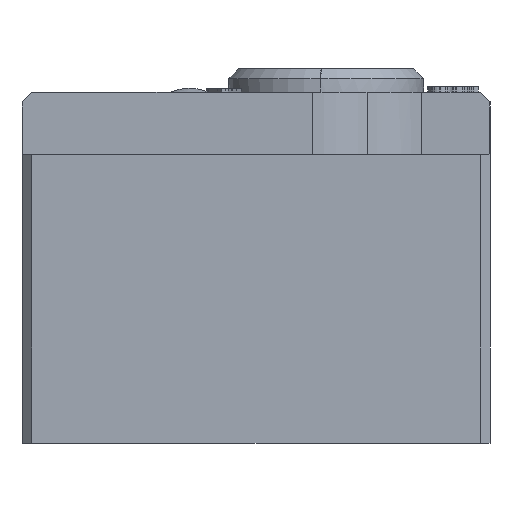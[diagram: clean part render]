
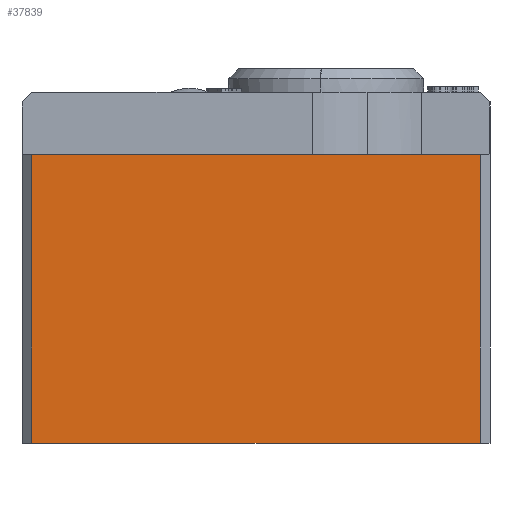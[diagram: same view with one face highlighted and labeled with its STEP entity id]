
A CAD part, front view. The second image highlights one B-rep face of the part: STEP entity #37839.
In plain terms, the highlighted planar face has unit normal (0, -1, 0).
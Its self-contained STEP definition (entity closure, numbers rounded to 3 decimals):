
#37819=AXIS2_PLACEMENT_3D('Plane Axis2P3D',#37816,#37817,#37818) ;
#37231=CARTESIAN_POINT('Vertex',(23.5,0.,0.)) ;
#37234=CARTESIAN_POINT('Line Origine',(12.,0.,0.)) ;
#37238=CARTESIAN_POINT('Vertex',(0.5,0.,0.)) ;
#37801=CARTESIAN_POINT('Vertex',(23.5,0.,14.8)) ;
#37804=CARTESIAN_POINT('Line Origine',(23.5,0.,7.4)) ;
#37816=CARTESIAN_POINT('Axis2P3D Location',(0.,0.,0.)) ;
#37821=CARTESIAN_POINT('Line Origine',(12.,0.,14.8)) ;
#37825=CARTESIAN_POINT('Vertex',(0.5,0.,14.8)) ;
#37828=CARTESIAN_POINT('Line Origine',(0.5,0.,7.4)) ;
#37235=DIRECTION('Vector Direction',(1.,0.,0.)) ;
#37805=DIRECTION('Vector Direction',(0.,0.,-1.)) ;
#37817=DIRECTION('Axis2P3D Direction',(0.,-1.,0.)) ;
#37818=DIRECTION('Axis2P3D XDirection',(1.,0.,0.)) ;
#37822=DIRECTION('Vector Direction',(-1.,0.,0.)) ;
#37829=DIRECTION('Vector Direction',(0.,0.,1.)) ;
#37236=VECTOR('Line Direction',#37235,1.) ;
#37806=VECTOR('Line Direction',#37805,1.) ;
#37823=VECTOR('Line Direction',#37822,1.) ;
#37830=VECTOR('Line Direction',#37829,1.) ;
#37834=ORIENTED_EDGE('',*,*,#37808,.F.) ;
#37835=ORIENTED_EDGE('',*,*,#37827,.T.) ;
#37836=ORIENTED_EDGE('',*,*,#37832,.F.) ;
#37837=ORIENTED_EDGE('',*,*,#37240,.T.) ;
#37839=ADVANCED_FACE('Hauptk\X2\00F6\X0\rper',(#37838),#37820,.T.) ;
#37240=EDGE_CURVE('',#37239,#37232,#37237,.T.) ;
#37808=EDGE_CURVE('',#37802,#37232,#37807,.T.) ;
#37827=EDGE_CURVE('',#37802,#37826,#37824,.T.) ;
#37832=EDGE_CURVE('',#37239,#37826,#37831,.T.) ;
#37833=EDGE_LOOP('',(#37834,#37835,#37836,#37837)) ;
#37838=FACE_OUTER_BOUND('',#37833,.T.) ;
#37237=LINE('Line',#37234,#37236) ;
#37807=LINE('Line',#37804,#37806) ;
#37824=LINE('Line',#37821,#37823) ;
#37831=LINE('Line',#37828,#37830) ;
#37820=PLANE('',#37819) ;
#37232=VERTEX_POINT('',#37231) ;
#37239=VERTEX_POINT('',#37238) ;
#37802=VERTEX_POINT('',#37801) ;
#37826=VERTEX_POINT('',#37825) ;
